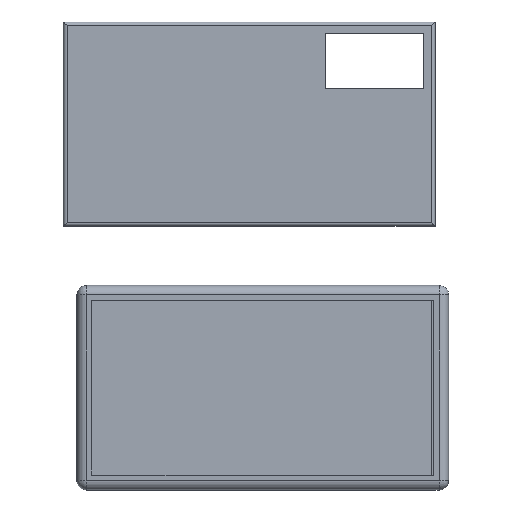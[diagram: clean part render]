
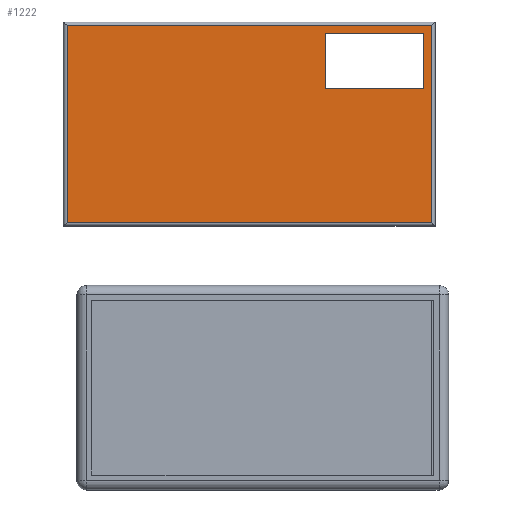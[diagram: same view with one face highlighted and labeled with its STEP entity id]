
A CAD part, top view. The second image highlights one B-rep face of the part: STEP entity #1222.
In plain terms, the highlighted planar face has unit normal (0, 0, 1).
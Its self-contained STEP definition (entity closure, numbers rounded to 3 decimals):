
#83=FACE_BOUND('',#224,.T.);
#148=FACE_OUTER_BOUND('',#223,.T.);
#223=EDGE_LOOP('',(#1076,#1077,#1078,#1079));
#224=EDGE_LOOP('',(#1080,#1081,#1082,#1083));
#341=LINE('',#1978,#477);
#343=LINE('',#1986,#479);
#345=LINE('',#1992,#481);
#348=LINE('',#1998,#484);
#354=LINE('',#2012,#490);
#355=LINE('',#2014,#491);
#356=LINE('',#2016,#492);
#357=LINE('',#2017,#493);
#477=VECTOR('',#1636,10.);
#479=VECTOR('',#1644,10.);
#481=VECTOR('',#1650,10.);
#484=VECTOR('',#1657,10.);
#490=VECTOR('',#1669,10.);
#491=VECTOR('',#1670,10.);
#492=VECTOR('',#1671,10.);
#493=VECTOR('',#1672,10.);
#586=VERTEX_POINT('',#1976);
#587=VERTEX_POINT('',#1977);
#590=VERTEX_POINT('',#1985);
#592=VERTEX_POINT('',#1991);
#597=VERTEX_POINT('',#2010);
#598=VERTEX_POINT('',#2011);
#599=VERTEX_POINT('',#2013);
#600=VERTEX_POINT('',#2015);
#744=EDGE_CURVE('',#586,#587,#341,.T.);
#748=EDGE_CURVE('',#587,#590,#343,.T.);
#751=EDGE_CURVE('',#590,#592,#345,.T.);
#755=EDGE_CURVE('',#592,#586,#348,.T.);
#761=EDGE_CURVE('',#597,#598,#354,.T.);
#762=EDGE_CURVE('',#598,#599,#355,.T.);
#763=EDGE_CURVE('',#599,#600,#356,.T.);
#764=EDGE_CURVE('',#600,#597,#357,.T.);
#1076=ORIENTED_EDGE('',*,*,#744,.F.);
#1077=ORIENTED_EDGE('',*,*,#755,.F.);
#1078=ORIENTED_EDGE('',*,*,#751,.F.);
#1079=ORIENTED_EDGE('',*,*,#748,.F.);
#1080=ORIENTED_EDGE('',*,*,#761,.T.);
#1081=ORIENTED_EDGE('',*,*,#762,.T.);
#1082=ORIENTED_EDGE('',*,*,#763,.T.);
#1083=ORIENTED_EDGE('',*,*,#764,.T.);
#1151=PLANE('',#1342);
#1222=ADVANCED_FACE('',(#148,#83),#1151,.T.);
#1342=AXIS2_PLACEMENT_3D('',#2009,#1667,#1668);
#1636=DIRECTION('',(0.,1.,0.));
#1644=DIRECTION('',(1.,0.,0.));
#1650=DIRECTION('',(0.,-1.,0.));
#1657=DIRECTION('',(-1.,0.,0.));
#1667=DIRECTION('center_axis',(0.,0.,1.));
#1668=DIRECTION('ref_axis',(1.,0.,0.));
#1669=DIRECTION('',(1.,0.,0.));
#1670=DIRECTION('',(0.,-1.,0.));
#1671=DIRECTION('',(-1.,0.,0.));
#1672=DIRECTION('',(0.,1.,0.));
#1976=CARTESIAN_POINT('',(-105.292,88.814,7.6));
#1977=CARTESIAN_POINT('',(-105.292,194.814,7.6));
#1978=CARTESIAN_POINT('',(-105.292,169.314,7.6));
#1985=CARTESIAN_POINT('',(90.708,194.814,7.6));
#1986=CARTESIAN_POINT('',(42.708,194.814,7.6));
#1991=CARTESIAN_POINT('',(90.708,88.814,7.6));
#1992=CARTESIAN_POINT('',(90.708,114.314,7.6));
#1998=CARTESIAN_POINT('',(-57.292,88.814,7.6));
#2009=CARTESIAN_POINT('Origin',(-7.292,141.814,7.6));
#2010=CARTESIAN_POINT('',(33.708,190.814,7.6));
#2011=CARTESIAN_POINT('',(86.708,190.814,7.6));
#2012=CARTESIAN_POINT('',(13.208,190.814,7.6));
#2013=CARTESIAN_POINT('',(86.708,160.814,7.6));
#2014=CARTESIAN_POINT('',(86.708,166.314,7.6));
#2015=CARTESIAN_POINT('',(33.708,160.814,7.6));
#2016=CARTESIAN_POINT('',(39.708,160.814,7.6));
#2017=CARTESIAN_POINT('',(33.708,151.314,7.6));
